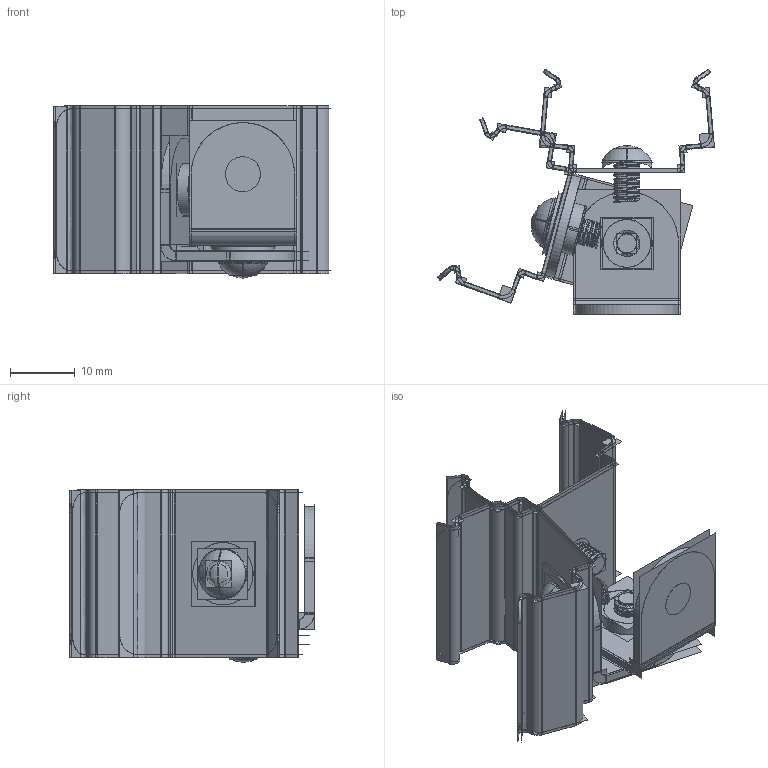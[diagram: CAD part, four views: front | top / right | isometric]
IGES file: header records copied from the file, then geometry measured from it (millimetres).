
Start section:  PTC IGES file: 198154.igs
Global section: file name: 198154.igs; native system: Creo Parametric by PTC Inc.; preprocessor: 2016260; author: PDMAdmin; organization: Unknown; date: 20161215.130819; units: millimetre
Bounding box: 42.85 x 38 x 26.7 mm (x, y, z)
Volume: 7623 mm3; surface area: 72775.1 mm2
Topology: 14 solids, 12 shells, 1228 faces, 6952 edges, 9396 vertices
Faces by surface type: revolution 732, bspline 496
